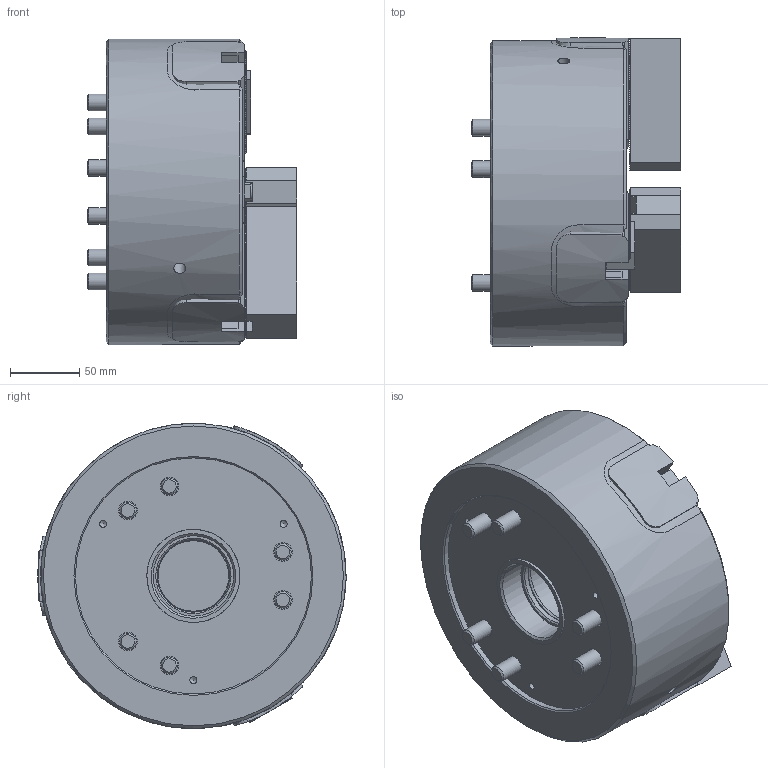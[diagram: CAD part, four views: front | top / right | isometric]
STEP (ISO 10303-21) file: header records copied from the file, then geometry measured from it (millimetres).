
FILE_DESCRIPTION (( 'STEP AP203' ), '1' );
FILE_NAME ('CF-3HS-08.STEP', '2024-10-15T06:06:14', ( '' ), ( '' ), 'SwSTEP 2.0', 'SolidWorks 2020', '' );
FILE_SCHEMA (( 'CONFIG_CONTROL_DESIGN' ));
Length unit declared in the file: millimetre
Products named in the file (13): 3H-08-08000; 3PS-08-09000; 圓頭內六角螺栓_M12x95; CF-3H-208-04000(T型塊); SJ-08; CF-3HS-08-05000; CF-3HS-08-02000; 圓頭內六角螺栓_M12x30; CF-3HS-08; CF-3HS-08-07000; CF-3HS-08-08000; CF-3HS-08-03000; CF-3HS-08-01000
Assembly tree (32 placements, depth 2):
  CF-3HS-08
    CF-3HS-08-01000
    CF-3HS-08-02000
    CF-3HS-08-03000  x3
    CF-3HS-08-07000  x3
    CF-3HS-08-05000
    CF-3H-208-04000(T型塊)  x3
    SJ-08  x2
    圓頭內六角螺栓_M12x30  x4
    圓頭內六角螺栓_M12x95  x6
    CF-3HS-08-08000
    3H-08-08000
    3PS-08-09000  x6
Bounding box: 150.75 x 221.96 x 219.9 mm (x, y, z)
Volume: 3858712.4 mm3; surface area: 506830.2 mm2
Topology: 32 solids, 32 shells, 2830 faces, 8045 edges, 5318 vertices
Faces by surface type: plane 2072, cylinder 663, cone 86, torus 9
Full cylindrical faces by diameter (mm): 4 x6, 5 x4, 8.5 x2, 10.2 x6, 10.5 x6, 12 x10, 13 x4, 13.5 x6, 18 x10, 19 x4, 20 x6, 20.5 x6, 47 x1, 51.8 x2, 52 x1, 52.2 x1, 53.5 x1, 55 x2, 55.2 x2, 58 x1, 64 x1, 67 x1, 67.1 x1, 73 x1, 77 x1, 103 x2, 113 x2, 170 x1, 220 x1
Entity records: 39481 total; most frequent: CARTESIAN_POINT 8433, ORIENTED_EDGE 6486, DIRECTION 5409, EDGE_CURVE 3243, LINE 2561, VECTOR 2561, VERTEX_POINT 2199, AXIS2_PLACEMENT_3D 1424
